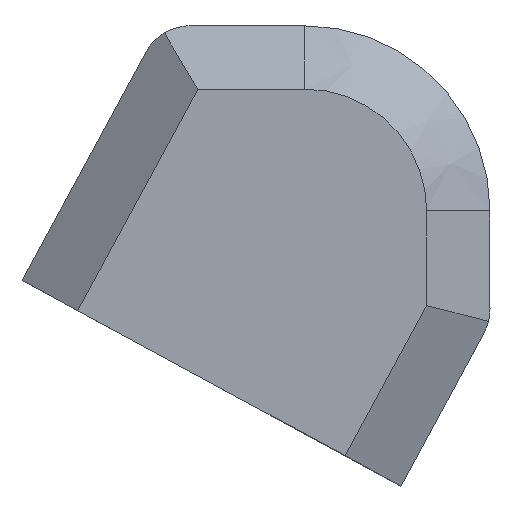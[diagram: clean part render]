
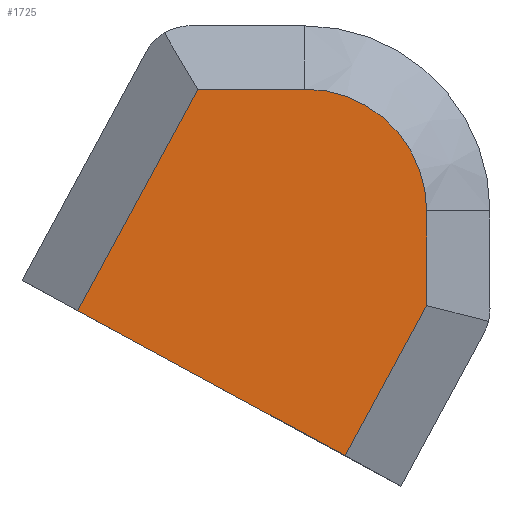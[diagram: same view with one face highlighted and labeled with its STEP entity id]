
A CAD part, top view. The second image highlights one B-rep face of the part: STEP entity #1725.
In plain terms, the highlighted planar face has unit normal (0, 0, 1).
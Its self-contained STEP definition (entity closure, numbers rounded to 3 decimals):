
#68=CIRCLE('',#1830,9.6);
#214=FACE_OUTER_BOUND('',#317,.T.);
#317=EDGE_LOOP('',(#1563,#1564,#1565,#1566,#1567,#1568));
#429=LINE('',#2706,#612);
#433=LINE('',#2713,#616);
#440=LINE('',#2734,#623);
#444=LINE('',#2741,#627);
#486=LINE('',#2862,#669);
#612=VECTOR('',#2166,10.);
#616=VECTOR('',#2172,10.);
#623=VECTOR('',#2191,10.);
#627=VECTOR('',#2197,10.);
#669=VECTOR('',#2347,10.);
#789=VERTEX_POINT('',#2703);
#790=VERTEX_POINT('',#2705);
#792=VERTEX_POINT('',#2711);
#799=VERTEX_POINT('',#2731);
#800=VERTEX_POINT('',#2733);
#802=VERTEX_POINT('',#2739);
#985=EDGE_CURVE('',#789,#790,#429,.T.);
#989=EDGE_CURVE('',#792,#789,#433,.T.);
#999=EDGE_CURVE('',#799,#800,#440,.T.);
#1003=EDGE_CURVE('',#802,#799,#444,.T.);
#1005=EDGE_CURVE('',#800,#792,#68,.T.);
#1064=EDGE_CURVE('',#802,#790,#486,.T.);
#1563=ORIENTED_EDGE('',*,*,#1003,.F.);
#1564=ORIENTED_EDGE('',*,*,#1064,.T.);
#1565=ORIENTED_EDGE('',*,*,#985,.F.);
#1566=ORIENTED_EDGE('',*,*,#989,.F.);
#1567=ORIENTED_EDGE('',*,*,#1005,.F.);
#1568=ORIENTED_EDGE('',*,*,#999,.F.);
#1630=PLANE('',#1893);
#1725=ADVANCED_FACE('',(#214),#1630,.T.);
#1830=AXIS2_PLACEMENT_3D('',#2745,#2204,#2205);
#1893=AXIS2_PLACEMENT_3D('',#2901,#2386,#2387);
#2166=DIRECTION('',(-0.477,-0.879,0.));
#2172=DIRECTION('',(0.,-1.,0.));
#2191=DIRECTION('',(1.,0.,0.));
#2197=DIRECTION('',(0.477,0.879,0.));
#2204=DIRECTION('center_axis',(0.,0.,-1.));
#2205=DIRECTION('ref_axis',(1.,0.,0.));
#2347=DIRECTION('',(0.879,-0.477,0.));
#2386=DIRECTION('center_axis',(0.,0.,1.));
#2387=DIRECTION('ref_axis',(1.,0.,0.));
#2703=CARTESIAN_POINT('',(59.9,85.231,10.));
#2705=CARTESIAN_POINT('',(53.471,73.382,10.));
#2706=CARTESIAN_POINT('',(55.976,77.999,10.));
#2711=CARTESIAN_POINT('',(59.9,92.7,10.));
#2713=CARTESIAN_POINT('',(59.9,86.555,10.));
#2731=CARTESIAN_POINT('',(41.856,102.3,10.));
#2733=CARTESIAN_POINT('',(50.3,102.3,10.));
#2734=CARTESIAN_POINT('',(48.37,102.3,10.));
#2739=CARTESIAN_POINT('',(32.376,84.828,10.));
#2741=CARTESIAN_POINT('',(40.331,99.489,10.));
#2745=CARTESIAN_POINT('Origin',(50.3,92.7,10.));
#2862=CARTESIAN_POINT('',(27.981,87.213,10.));
#2901=CARTESIAN_POINT('Origin',(46.441,89.149,10.));
